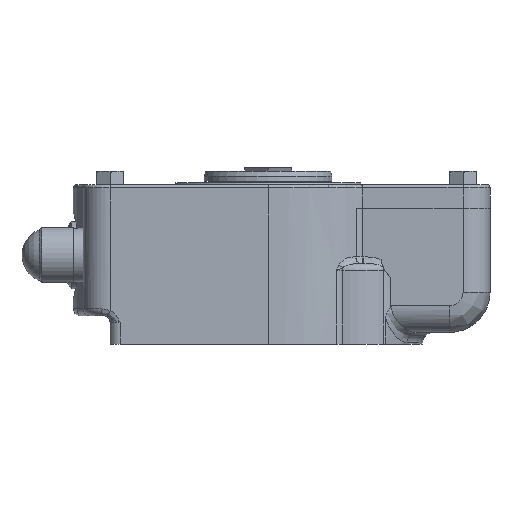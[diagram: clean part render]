
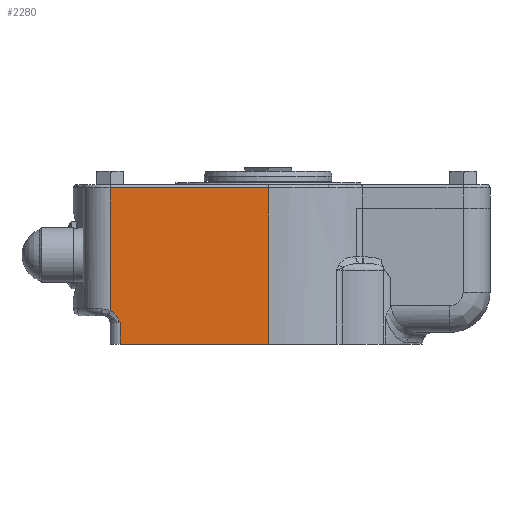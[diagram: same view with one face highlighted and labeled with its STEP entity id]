
A CAD part, left-side view. The second image highlights one B-rep face of the part: STEP entity #2280.
In plain terms, the highlighted planar face has unit normal (-1, 0, 0).
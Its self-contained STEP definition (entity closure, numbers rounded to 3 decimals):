
#2280 = ADVANCED_FACE( '', ( #5290 ), #5291, .T. );
#5290 = FACE_OUTER_BOUND( '', #10639, .T. );
#5291 = PLANE( '', #10640 );
#10639 = EDGE_LOOP( '', ( #19292, #19293, #19294, #19295, #19296, #19297 ) );
#10640 = AXIS2_PLACEMENT_3D( '', #19298, #19299, #19300 );
#19292 = ORIENTED_EDGE( '', *, *, #27216, .T. );
#19293 = ORIENTED_EDGE( '', *, *, #27576, .F. );
#19294 = ORIENTED_EDGE( '', *, *, #25321, .T. );
#19295 = ORIENTED_EDGE( '', *, *, #27577, .T. );
#19296 = ORIENTED_EDGE( '', *, *, #27578, .T. );
#19297 = ORIENTED_EDGE( '', *, *, #27336, .T. );
#19298 = CARTESIAN_POINT( '', ( -40., 55., 49.49 ) );
#19299 = DIRECTION( '', ( -1., 0., 0. ) );
#19300 = DIRECTION( '', ( 0., 0., 1. ) );
#25321 = EDGE_CURVE( '', #29613, #29618, #29620, .T. );
#27216 = EDGE_CURVE( '', #32683, #32681, #32684, .F. );
#27336 = EDGE_CURVE( '', #32848, #32683, #32849, .T. );
#27576 = EDGE_CURVE( '', #29613, #32681, #33179, .T. );
#27577 = EDGE_CURVE( '', #29618, #31495, #33180, .T. );
#27578 = EDGE_CURVE( '', #31495, #32848, #33181, .T. );
#29613 = VERTEX_POINT( '', #36120 );
#29618 = VERTEX_POINT( '', #36126 );
#29620 = LINE( '', #36128, #36129 );
#31495 = VERTEX_POINT( '', #39886 );
#32681 = VERTEX_POINT( '', #42416 );
#32683 = VERTEX_POINT( '', #42418 );
#32684 = LINE( '', #42419, #42420 );
#32848 = VERTEX_POINT( '', #42823 );
#32849 = LINE( '', #42824, #42825 );
#33179 = LINE( '', #43714, #43715 );
#33180 = LINE( '', #43716, #43717 );
#33181 = B_SPLINE_CURVE_WITH_KNOTS( '', 3, ( #43718, #43719, #43720, #43721, #43722, #43723, #43724, #43725, #43726, #43727, #43728, #43729, #43730, #43731, #43732, #43733, #43734, #43735, #43736, #43737, #43738, #43739, #43740, #43741, #43742, #43743, #43744, #43745, #43746, #43747, #43748, #43749, #43750, #43751, #43752, #43753 ), .UNSPECIFIED., .F., .F., ( 4, 1, 2, 2, 1, 1, 2, 2, 2, 2, 1, 1, 2, 2, 2, 1, 1, 1, 1, 1, 2, 2, 4 ), ( 0., 0., 0.001, 0.001, 0.001, 0.002, 0.002, 0.002, 0.002, 0.003, 0.003, 0.004, 0.004, 0.004, 0.004, 0.004, 0.005, 0.005, 0.005, 0.005, 0.005, 0.005, 0.005 ), .UNSPECIFIED. );
#36120 = CARTESIAN_POINT( '', ( -40., 0., 48.49 ) );
#36126 = CARTESIAN_POINT( '', ( -40., 47., 48.49 ) );
#36128 = CARTESIAN_POINT( '', ( -40., 47., 48.49 ) );
#36129 = VECTOR( '', #47571, 1000. );
#39886 = CARTESIAN_POINT( '', ( -40., 47., 12.053 ) );
#42416 = CARTESIAN_POINT( '', ( -40., 0., 2. ) );
#42418 = CARTESIAN_POINT( '', ( -40., 44., 2. ) );
#42419 = CARTESIAN_POINT( '', ( -40., 47., 2. ) );
#42420 = VECTOR( '', #49847, 1000. );
#42823 = CARTESIAN_POINT( '', ( -40., 44., 8.5 ) );
#42824 = CARTESIAN_POINT( '', ( -40., 44., 10.5 ) );
#42825 = VECTOR( '', #49967, 1000. );
#43714 = CARTESIAN_POINT( '', ( -40., 0., 49.49 ) );
#43715 = VECTOR( '', #50184, 1000. );
#43716 = CARTESIAN_POINT( '', ( -40., 47., 49.49 ) );
#43717 = VECTOR( '', #50185, 1000. );
#43718 = CARTESIAN_POINT( '', ( -40., 47., 12.053 ) );
#43719 = CARTESIAN_POINT( '', ( -40., 46.91, 12.009 ) );
#43720 = CARTESIAN_POINT( '', ( -40., 46.735, 11.915 ) );
#43721 = CARTESIAN_POINT( '', ( -40., 46.567, 11.811 ) );
#43722 = CARTESIAN_POINT( '', ( -40., 46.32, 11.648 ) );
#43723 = CARTESIAN_POINT( '', ( -40., 46.163, 11.53 ) );
#43724 = CARTESIAN_POINT( '', ( -40., 45.937, 11.338 ) );
#43725 = CARTESIAN_POINT( '', ( -40., 45.827, 11.239 ) );
#43726 = CARTESIAN_POINT( '', ( -40., 45.703, 11.117 ) );
#43727 = CARTESIAN_POINT( '', ( -40., 45.65, 11.064 ) );
#43728 = CARTESIAN_POINT( '', ( -40., 45.616, 11.028 ) );
#43729 = CARTESIAN_POINT( '', ( -40., 45.599, 11.01 ) );
#43730 = CARTESIAN_POINT( '', ( -40., 45.445, 10.847 ) );
#43731 = CARTESIAN_POINT( '', ( -40., 45.317, 10.696 ) );
#43732 = CARTESIAN_POINT( '', ( -40., 45.076, 10.384 ) );
#43733 = CARTESIAN_POINT( '', ( -40., 44.963, 10.223 ) );
#43734 = CARTESIAN_POINT( '', ( -40., 44.802, 9.976 ) );
#43735 = CARTESIAN_POINT( '', ( -40., 44.697, 9.809 ) );
#43736 = CARTESIAN_POINT( '', ( -40., 44.548, 9.553 ) );
#43737 = CARTESIAN_POINT( '', ( -40., 44.453, 9.38 ) );
#43738 = CARTESIAN_POINT( '', ( -40., 44.383, 9.25 ) );
#43739 = CARTESIAN_POINT( '', ( -40., 44.36, 9.206 ) );
#43740 = CARTESIAN_POINT( '', ( -40., 44.314, 9.118 ) );
#43741 = CARTESIAN_POINT( '', ( -40., 44.291, 9.074 ) );
#43742 = CARTESIAN_POINT( '', ( -40., 44.223, 8.942 ) );
#43743 = CARTESIAN_POINT( '', ( -40., 44.155, 8.81 ) );
#43744 = CARTESIAN_POINT( '', ( -40., 44.078, 8.655 ) );
#43745 = CARTESIAN_POINT( '', ( -40., 44.039, 8.577 ) );
#43746 = CARTESIAN_POINT( '', ( -40., 44.019, 8.539 ) );
#43747 = CARTESIAN_POINT( '', ( -40., 44.01, 8.521 ) );
#43748 = CARTESIAN_POINT( '', ( -40., 44.007, 8.514 ) );
#43749 = CARTESIAN_POINT( '', ( -40., 44.006, 8.511 ) );
#43750 = CARTESIAN_POINT( '', ( -40., 44.005, 8.51 ) );
#43751 = CARTESIAN_POINT( '', ( -40., 44.003, 8.506 ) );
#43752 = CARTESIAN_POINT( '', ( -40., 44.001, 8.503 ) );
#43753 = CARTESIAN_POINT( '', ( -40., 44., 8.5 ) );
#47571 = DIRECTION( '', ( 0., 1., 0. ) );
#49847 = DIRECTION( '', ( 0., 1., 0. ) );
#49967 = DIRECTION( '', ( 0., 0., -1. ) );
#50184 = DIRECTION( '', ( 0., 0., -1. ) );
#50185 = DIRECTION( '', ( 0., 0., -1. ) );
